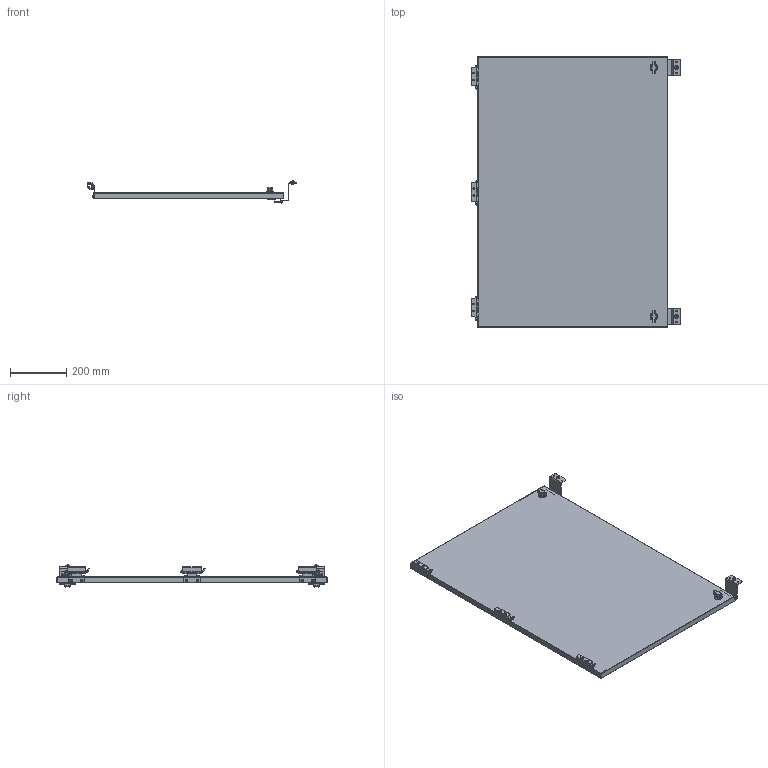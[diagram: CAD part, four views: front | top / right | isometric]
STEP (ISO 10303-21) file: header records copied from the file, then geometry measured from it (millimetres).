
FILE_DESCRIPTION (( 'STEP AP214' ), '1' );
FILE_NAME ('SCE-DF42EL30LP.STEP', '2022-07-26T09:42:01', ( '' ), ( '' ), 'SwSTEP 2.0', 'SolidWorks 2021', '' );
FILE_SCHEMA (( 'AUTOMOTIVE_DESIGN' ));
Length unit declared in the file: inch
Products named in the file (1): SCE-DF42EL30LP
Bounding box: 748.08 x 965.2 x 78.6 mm (x, y, z)
Volume: 1230484.2 mm3; surface area: 1554377.1 mm2
Topology: 49 solids, 49 shells, 1390 faces, 3477 edges, 2120 vertices
Faces by surface type: plane 708, cylinder 371, bspline 186, cone 68, torus 47, sphere 10
Full cylindrical faces by diameter (mm): 3.962 x3, 4.013 x12, 4.216 x6, 4.318 x2, 4.775 x10, 4.826 x14, 4.978 x9, 5 x2, 5.08 x6, 5.283 x6, 6.325 x10, 6.35 x10, 8.636 x8, 9.474 x6, 9.9 x2, 10 x2, 11 x2, 12.446 x2, 12.7 x2, 12.8 x2, 16 x4, 16.1 x2, 19.8 x2, 28 x2
Entity records: 46180 total; most frequent: CARTESIAN_POINT 15235, ORIENTED_EDGE 6160, DIRECTION 5868, EDGE_CURVE 3080, AXIS2_PLACEMENT_3D 2125, VERTEX_POINT 2050, EDGE_LOOP 1768, VECTOR 1618
